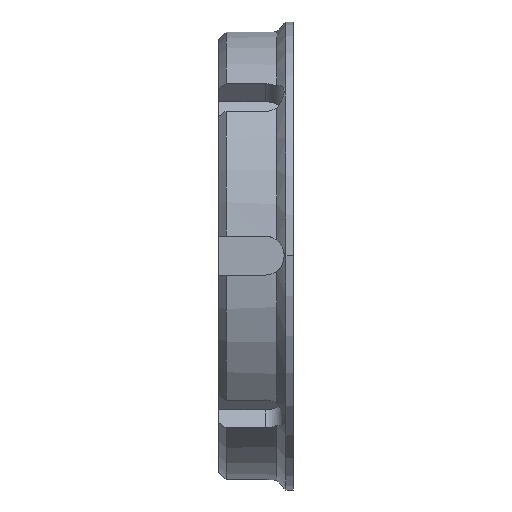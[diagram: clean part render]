
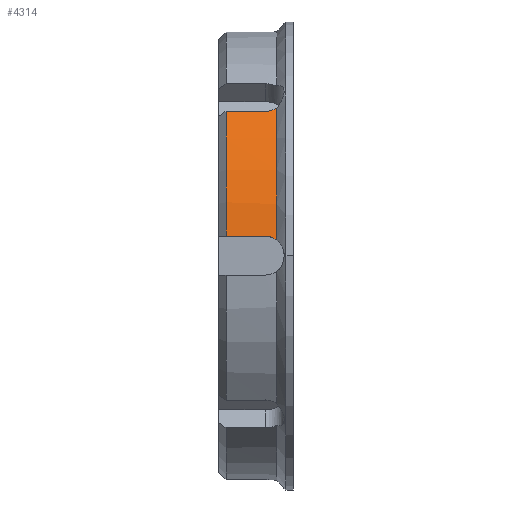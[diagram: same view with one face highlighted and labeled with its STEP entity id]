
A CAD part, top view. The second image highlights one B-rep face of the part: STEP entity #4314.
In plain terms, the highlighted cylindrical face has radius 38.1 mm (diameter 76.2 mm), a partial arc.
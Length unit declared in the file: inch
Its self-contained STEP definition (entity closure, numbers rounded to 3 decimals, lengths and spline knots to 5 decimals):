
#52 = CARTESIAN_POINT ( 'NONE',  ( 0.3875, 0.98381, 1.1323 ) ) ;
#53 = CARTESIAN_POINT ( 'NONE',  ( 0.38214, 0.98077, 1.13495 ) ) ;
#54 = CARTESIAN_POINT ( 'NONE',  ( 0.37639, 0.97801, 1.13732 ) ) ;
#55 = CARTESIAN_POINT ( 'NONE',  ( 0.36452, 0.97328, 1.14137 ) ) ;
#56 = CARTESIAN_POINT ( 'NONE',  ( 0.35838, 0.97129, 1.14307 ) ) ;
#57 = CARTESIAN_POINT ( 'NONE',  ( 0.34569, 0.96805, 1.14581 ) ) ;
#58 = CARTESIAN_POINT ( 'NONE',  ( 0.33908, 0.9668, 1.14687 ) ) ;
#59 = CARTESIAN_POINT ( 'NONE',  ( 0.32584, 0.96516, 1.14825 ) ) ;
#63 = DIRECTION ( 'NONE',  ( -1., 0., 0. ) ) ;
#64 = CARTESIAN_POINT ( 'NONE',  ( 0., 0.13, 1.49436 ) ) ;
#68 = CARTESIAN_POINT ( 'NONE',  ( 0.31919, 0.96475, 1.14859 ) ) ;
#69 = CARTESIAN_POINT ( 'NONE',  ( 0.3125, 0.96475, 1.14859 ) ) ;
#106 = DIRECTION ( 'NONE',  ( 0., 0., 1. ) ) ;
#107 = DIRECTION ( 'NONE',  ( -1., 0., 0. ) ) ;
#108 = CARTESIAN_POINT ( 'NONE',  ( 0.05, 0., 0. ) ) ;
#234 = CARTESIAN_POINT ( 'NONE',  ( 0.3125, 0.13, 1.49436 ) ) ;
#235 = CARTESIAN_POINT ( 'NONE',  ( 0.3192, 0.13, 1.49436 ) ) ;
#236 = CARTESIAN_POINT ( 'NONE',  ( 0.32586, 0.12946, 1.4944 ) ) ;
#237 = CARTESIAN_POINT ( 'NONE',  ( 0.33906, 0.12733, 1.49459 ) ) ;
#238 = CARTESIAN_POINT ( 'NONE',  ( 0.34567, 0.1257, 1.49473 ) ) ;
#239 = CARTESIAN_POINT ( 'NONE',  ( 0.35841, 0.12146, 1.49508 ) ) ;
#240 = CARTESIAN_POINT ( 'NONE',  ( 0.36455, 0.11884, 1.49529 ) ) ;
#241 = CARTESIAN_POINT ( 'NONE',  ( 0.3875, 0.105, 1.49632 ) ) ;
#245 = CARTESIAN_POINT ( 'NONE',  ( 0.37638, 0.11265, 1.49577 ) ) ;
#246 = CARTESIAN_POINT ( 'NONE',  ( 0.38212, 0.10903, 1.49604 ) ) ;
#571 = EDGE_CURVE ( 'NONE', #1108, #1114, #3416, .T. ) ;
#626 = EDGE_CURVE ( 'NONE', #1108, #1062, #2829, .T. ) ;
#652 = EDGE_CURVE ( 'NONE', #1055, #755, #3505, .T. ) ;
#663 = EDGE_CURVE ( 'NONE', #1062, #1055, #3518, .T. ) ;
#664 = EDGE_CURVE ( 'NONE', #1037, #1114, #2839, .T. ) ;
#676 = EDGE_CURVE ( 'NONE', #755, #1037, #3533, .T. ) ;
#755 = VERTEX_POINT ( 'NONE', #4454 ) ;
#1037 = VERTEX_POINT ( 'NONE', #4439 ) ;
#1055 = VERTEX_POINT ( 'NONE', #4425 ) ;
#1062 = VERTEX_POINT ( 'NONE', #4418 ) ;
#1108 = VERTEX_POINT ( 'NONE', #4372 ) ;
#1114 = VERTEX_POINT ( 'NONE', #4366 ) ;
#1311 = EDGE_LOOP ( 'NONE', ( #1392, #1398, #1426, #1371, #1393, #1394 ) ) ;
#1371 = ORIENTED_EDGE ( 'NONE', *, *, #626, .F. ) ;
#1392 = ORIENTED_EDGE ( 'NONE', *, *, #676, .F. ) ;
#1393 = ORIENTED_EDGE ( 'NONE', *, *, #571, .T. ) ;
#1394 = ORIENTED_EDGE ( 'NONE', *, *, #664, .F. ) ;
#1398 = ORIENTED_EDGE ( 'NONE', *, *, #652, .F. ) ;
#1426 = ORIENTED_EDGE ( 'NONE', *, *, #663, .F. ) ;
#2040 = CARTESIAN_POINT ( 'NONE',  ( 0.3875, 0., 0. ) ) ;
#2041 = DIRECTION ( 'NONE',  ( -1., 0., 0. ) ) ;
#2042 = DIRECTION ( 'NONE',  ( 0., 0., 1. ) ) ;
#2829 = B_SPLINE_CURVE_WITH_KNOTS ( 'NONE', 3,
 ( #241, #246, #245, #240, #239, #238, #237, #236, #235, #234 ),
 .UNSPECIFIED., .F., .F.,
 ( 4, 2, 2, 2, 4 ),
 ( 0.00306, 0.00357, 0.00408, 0.00458, 0.00509 ),
 .UNSPECIFIED. ) ;
#2839 = B_SPLINE_CURVE_WITH_KNOTS ( 'NONE', 3,
 ( #69, #68, #59, #58, #57, #56, #55, #54, #53, #52 ),
 .UNSPECIFIED., .F., .F.,
 ( 4, 2, 2, 2, 4 ),
 ( 0.00993, 0.01044, 0.01095, 0.01146, 0.01196 ),
 .UNSPECIFIED. ) ;
#3156 = CARTESIAN_POINT ( 'NONE',  ( 0., 0., 0. ) ) ;
#3157 = DIRECTION ( 'NONE',  ( -1., 0., 0. ) ) ;
#3161 = DIRECTION ( 'NONE',  ( 0., 0., 1. ) ) ;
#3416 = CIRCLE ( 'NONE', #4245, 1.5 ) ;
#3505 = CIRCLE ( 'NONE', #4229, 1.5 ) ;
#3518 = LINE ( 'NONE', #64, #3521 ) ;
#3521 = VECTOR ( 'NONE', #63, 39.37008 ) ;
#3533 = LINE ( 'NONE', #4594, #3535 ) ;
#3535 = VECTOR ( 'NONE', #4593, 39.37008 ) ;
#3694 = FACE_OUTER_BOUND ( 'NONE', #1311, .T. ) ;
#3698 = CYLINDRICAL_SURFACE ( 'NONE', #4137, 1.5 ) ;
#4137 = AXIS2_PLACEMENT_3D ( 'NONE', #3156, #3157, #3161 ) ;
#4229 = AXIS2_PLACEMENT_3D ( 'NONE', #108, #107, #106 ) ;
#4245 = AXIS2_PLACEMENT_3D ( 'NONE', #2040, #2041, #2042 ) ;
#4314 = ADVANCED_FACE ( 'NONE', ( #3694 ), #3698, .T. ) ;
#4366 = CARTESIAN_POINT ( 'NONE',  ( 0.3875, 0.98381, 1.1323 ) ) ;
#4372 = CARTESIAN_POINT ( 'NONE',  ( 0.3875, 0.105, 1.49632 ) ) ;
#4418 = CARTESIAN_POINT ( 'NONE',  ( 0.3125, 0.13, 1.49436 ) ) ;
#4425 = CARTESIAN_POINT ( 'NONE',  ( 0.05, 0.13, 1.49436 ) ) ;
#4439 = CARTESIAN_POINT ( 'NONE',  ( 0.3125, 0.96475, 1.14859 ) ) ;
#4454 = CARTESIAN_POINT ( 'NONE',  ( 0.05, 0.96475, 1.14859 ) ) ;
#4593 = DIRECTION ( 'NONE',  ( 1., 0., 0. ) ) ;
#4594 = CARTESIAN_POINT ( 'NONE',  ( 0., 0.96475, 1.14859 ) ) ;
